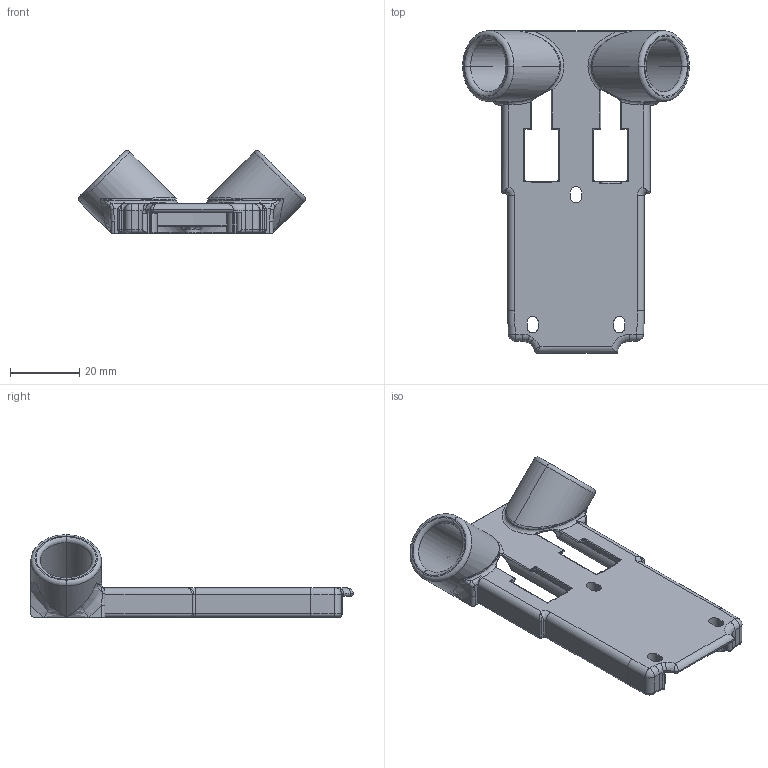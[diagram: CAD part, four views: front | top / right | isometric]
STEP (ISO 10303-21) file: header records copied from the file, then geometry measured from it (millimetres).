
FILE_DESCRIPTION (( 'STEP AP214' ), '1' );
FILE_NAME ('RFD ENCLOSURE TOP HALF.STEP', '2019-08-02T14:32:40', ( '' ), ( '' ), 'SwSTEP 2.0', 'SolidWorks 2017', '' );
FILE_SCHEMA (( 'AUTOMOTIVE_DESIGN' ));
Length unit declared in the file: millimetre
Products named in the file (1): RFD ENCLOSURE TOP HALF
Bounding box: 65.57 x 93.27 x 23.87 mm (x, y, z)
Volume: 19044 mm3; surface area: 13349.9 mm2
Topology: 1 solids, 1 shells, 493 faces, 1209 edges, 657 vertices
Faces by surface type: cylinder 172, bspline 134, torus 92, plane 75, sphere 20
Entity records: 19181 total; most frequent: CARTESIAN_POINT 8881, ORIENTED_EDGE 2308, DIRECTION 2047, EDGE_CURVE 1154, AXIS2_PLACEMENT_3D 854, VERTEX_POINT 657, EDGE_LOOP 501, CIRCLE 494
